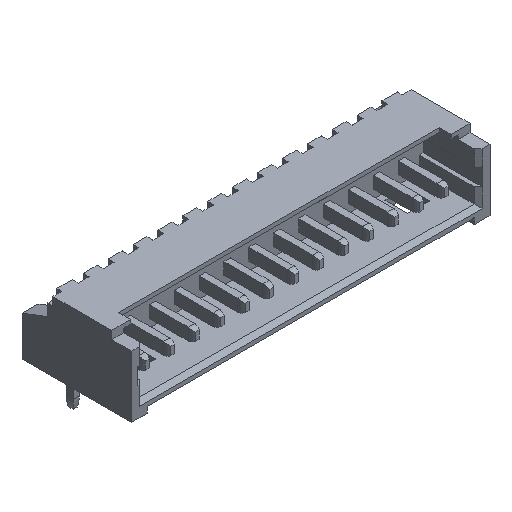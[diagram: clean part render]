
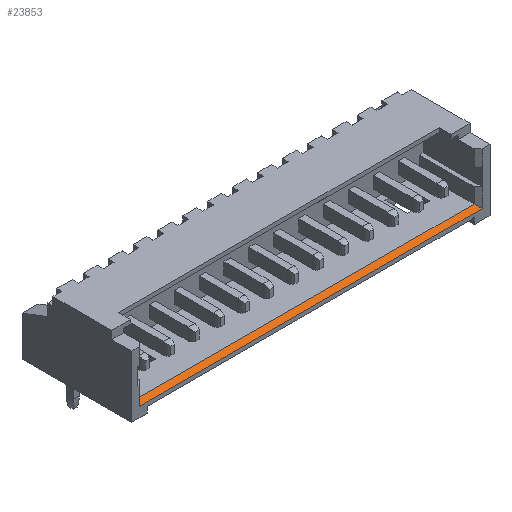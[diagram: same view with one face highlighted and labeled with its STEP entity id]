
A CAD part, isometric view. The second image highlights one B-rep face of the part: STEP entity #23853.
In plain terms, the highlighted planar face has unit normal (0, -0.707, 0.707).
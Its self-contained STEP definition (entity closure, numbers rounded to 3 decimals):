
#3805 = PLANE('',#3806);
#3806 = AXIS2_PLACEMENT_3D('',#3807,#3808,#3809);
#3807 = CARTESIAN_POINT('',(7.5,-4.45,1.8));
#3808 = DIRECTION('',(0.,-1.,0.));
#3809 = DIRECTION('',(-1.,0.,0.));
#8589 = VERTEX_POINT('',#8590);
#8590 = CARTESIAN_POINT('',(-1.1,-4.45,0.55));
#8604 = PLANE('',#8605);
#8605 = AXIS2_PLACEMENT_3D('',#8606,#8607,#8608);
#8606 = CARTESIAN_POINT('',(-1.1,-4.45,3.15));
#8607 = DIRECTION('',(0.707,-0.707,
    0.));
#8608 = DIRECTION('',(0.,0.,-1.));
#8616 = EDGE_CURVE('',#8589,#8617,#8619,.T.);
#8617 = VERTEX_POINT('',#8618);
#8618 = CARTESIAN_POINT('',(16.1,-4.45,0.55));
#8619 = SURFACE_CURVE('',#8620,(#8624,#8631),.PCURVE_S1.);
#8620 = LINE('',#8621,#8622);
#8621 = CARTESIAN_POINT('',(-1.1,-4.45,0.55));
#8622 = VECTOR('',#8623,1.);
#8623 = DIRECTION('',(1.,0.,0.));
#8624 = PCURVE('',#3805,#8625);
#8625 = DEFINITIONAL_REPRESENTATION('',(#8626),#8630);
#8626 = LINE('',#8627,#8628);
#8627 = CARTESIAN_POINT('',(8.6,1.25));
#8628 = VECTOR('',#8629,1.);
#8629 = DIRECTION('',(-1.,0.));
#8630 = ( GEOMETRIC_REPRESENTATION_CONTEXT(2) 
PARAMETRIC_REPRESENTATION_CONTEXT() REPRESENTATION_CONTEXT('2D SPACE',''
  ) );
#8631 = PCURVE('',#8632,#8637);
#8632 = PLANE('',#8633);
#8633 = AXIS2_PLACEMENT_3D('',#8634,#8635,#8636);
#8634 = CARTESIAN_POINT('',(-0.9,-4.45,0.55));
#8635 = DIRECTION('',(0.,-0.707,0.707));
#8636 = DIRECTION('',(1.,0.,0.));
#8637 = DEFINITIONAL_REPRESENTATION('',(#8638),#8642);
#8638 = LINE('',#8639,#8640);
#8639 = CARTESIAN_POINT('',(-0.2,0.));
#8640 = VECTOR('',#8641,1.);
#8641 = DIRECTION('',(1.,0.));
#8642 = ( GEOMETRIC_REPRESENTATION_CONTEXT(2) 
PARAMETRIC_REPRESENTATION_CONTEXT() REPRESENTATION_CONTEXT('2D SPACE',''
  ) );
#8658 = PLANE('',#8659);
#8659 = AXIS2_PLACEMENT_3D('',#8660,#8661,#8662);
#8660 = CARTESIAN_POINT('',(16.1,-4.45,0.75));
#8661 = DIRECTION('',(-0.707,-0.707,
    0.));
#8662 = DIRECTION('',(0.,0.,1.));
#16614 = PLANE('',#16615);
#16615 = AXIS2_PLACEMENT_3D('',#16616,#16617,#16618);
#16616 = CARTESIAN_POINT('',(-0.9,-4.45,0.75));
#16617 = DIRECTION('',(0.,0.,-1.));
#16618 = DIRECTION('',(1.,0.,0.));
#23810 = VERTEX_POINT('',#23811);
#23811 = CARTESIAN_POINT('',(-0.9,-4.25,0.75));
#23832 = EDGE_CURVE('',#8589,#23810,#23833,.T.);
#23833 = SURFACE_CURVE('',#23834,(#23838,#23845),.PCURVE_S1.);
#23834 = LINE('',#23835,#23836);
#23835 = CARTESIAN_POINT('',(-1.1,-4.45,0.55));
#23836 = VECTOR('',#23837,1.);
#23837 = DIRECTION('',(0.577,0.577,0.577));
#23838 = PCURVE('',#8604,#23839);
#23839 = DEFINITIONAL_REPRESENTATION('',(#23840),#23844);
#23840 = LINE('',#23841,#23842);
#23841 = CARTESIAN_POINT('',(2.6,0.));
#23842 = VECTOR('',#23843,1.);
#23843 = DIRECTION('',(-0.577,0.816));
#23844 = ( GEOMETRIC_REPRESENTATION_CONTEXT(2) 
PARAMETRIC_REPRESENTATION_CONTEXT() REPRESENTATION_CONTEXT('2D SPACE',''
  ) );
#23845 = PCURVE('',#8632,#23846);
#23846 = DEFINITIONAL_REPRESENTATION('',(#23847),#23851);
#23847 = LINE('',#23848,#23849);
#23848 = CARTESIAN_POINT('',(-0.2,0.));
#23849 = VECTOR('',#23850,1.);
#23850 = DIRECTION('',(0.577,0.816));
#23851 = ( GEOMETRIC_REPRESENTATION_CONTEXT(2) 
PARAMETRIC_REPRESENTATION_CONTEXT() REPRESENTATION_CONTEXT('2D SPACE',''
  ) );
#23853 = ADVANCED_FACE('',(#23854),#8632,.T.);
#23854 = FACE_BOUND('',#23855,.F.);
#23855 = EDGE_LOOP('',(#23856,#23857,#23858,#23881));
#23856 = ORIENTED_EDGE('',*,*,#8616,.F.);
#23857 = ORIENTED_EDGE('',*,*,#23832,.T.);
#23858 = ORIENTED_EDGE('',*,*,#23859,.T.);
#23859 = EDGE_CURVE('',#23810,#23860,#23862,.T.);
#23860 = VERTEX_POINT('',#23861);
#23861 = CARTESIAN_POINT('',(15.9,-4.25,0.75));
#23862 = SURFACE_CURVE('',#23863,(#23867,#23874),.PCURVE_S1.);
#23863 = LINE('',#23864,#23865);
#23864 = CARTESIAN_POINT('',(-0.9,-4.25,0.75));
#23865 = VECTOR('',#23866,1.);
#23866 = DIRECTION('',(1.,0.,0.));
#23867 = PCURVE('',#8632,#23868);
#23868 = DEFINITIONAL_REPRESENTATION('',(#23869),#23873);
#23869 = LINE('',#23870,#23871);
#23870 = CARTESIAN_POINT('',(0.,0.283));
#23871 = VECTOR('',#23872,1.);
#23872 = DIRECTION('',(1.,0.));
#23873 = ( GEOMETRIC_REPRESENTATION_CONTEXT(2) 
PARAMETRIC_REPRESENTATION_CONTEXT() REPRESENTATION_CONTEXT('2D SPACE',''
  ) );
#23874 = PCURVE('',#16614,#23875);
#23875 = DEFINITIONAL_REPRESENTATION('',(#23876),#23880);
#23876 = LINE('',#23877,#23878);
#23877 = CARTESIAN_POINT('',(0.,-0.2));
#23878 = VECTOR('',#23879,1.);
#23879 = DIRECTION('',(1.,0.));
#23880 = ( GEOMETRIC_REPRESENTATION_CONTEXT(2) 
PARAMETRIC_REPRESENTATION_CONTEXT() REPRESENTATION_CONTEXT('2D SPACE',''
  ) );
#23881 = ORIENTED_EDGE('',*,*,#23882,.F.);
#23882 = EDGE_CURVE('',#8617,#23860,#23883,.T.);
#23883 = SURFACE_CURVE('',#23884,(#23888,#23895),.PCURVE_S1.);
#23884 = LINE('',#23885,#23886);
#23885 = CARTESIAN_POINT('',(16.1,-4.45,0.55));
#23886 = VECTOR('',#23887,1.);
#23887 = DIRECTION('',(-0.577,0.577,0.577));
#23888 = PCURVE('',#8632,#23889);
#23889 = DEFINITIONAL_REPRESENTATION('',(#23890),#23894);
#23890 = LINE('',#23891,#23892);
#23891 = CARTESIAN_POINT('',(17.,0.));
#23892 = VECTOR('',#23893,1.);
#23893 = DIRECTION('',(-0.577,0.816));
#23894 = ( GEOMETRIC_REPRESENTATION_CONTEXT(2) 
PARAMETRIC_REPRESENTATION_CONTEXT() REPRESENTATION_CONTEXT('2D SPACE',''
  ) );
#23895 = PCURVE('',#8658,#23896);
#23896 = DEFINITIONAL_REPRESENTATION('',(#23897),#23901);
#23897 = LINE('',#23898,#23899);
#23898 = CARTESIAN_POINT('',(-0.2,0.));
#23899 = VECTOR('',#23900,1.);
#23900 = DIRECTION('',(0.577,0.816));
#23901 = ( GEOMETRIC_REPRESENTATION_CONTEXT(2) 
PARAMETRIC_REPRESENTATION_CONTEXT() REPRESENTATION_CONTEXT('2D SPACE',''
  ) );
